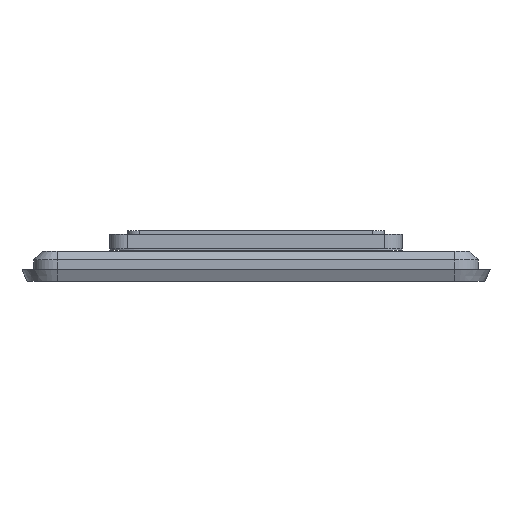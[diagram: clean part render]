
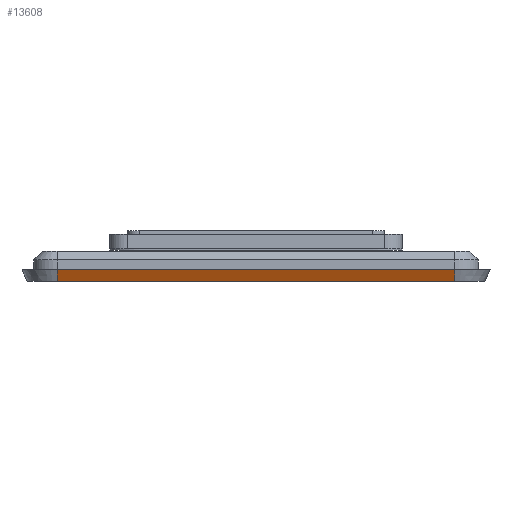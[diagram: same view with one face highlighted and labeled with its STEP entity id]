
A CAD part, left-side view. The second image highlights one B-rep face of the part: STEP entity #13608.
In plain terms, the highlighted planar face has unit normal (-0.906, 0, -0.423).
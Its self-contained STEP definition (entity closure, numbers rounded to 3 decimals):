
#8661 = PLANE('',#8662);
#8662 = AXIS2_PLACEMENT_3D('',#8663,#8664,#8665);
#8663 = CARTESIAN_POINT('',(4.358,59.,-0.2));
#8664 = DIRECTION('',(0.,0.,1.));
#8665 = DIRECTION('',(1.,0.,0.));
#9047 = PLANE('',#9048);
#9048 = AXIS2_PLACEMENT_3D('',#9049,#9050,#9051);
#9049 = CARTESIAN_POINT('',(4.358,59.,-2.2));
#9050 = DIRECTION('',(0.,0.,1.));
#9051 = DIRECTION('',(1.,0.,0.));
#12631 = VERTEX_POINT('',#12632);
#12632 = CARTESIAN_POINT('',(-63.508,93.,-0.2));
#12651 = CONICAL_SURFACE('',#12652,6.008,0.436);
#12652 = AXIS2_PLACEMENT_3D('',#12653,#12654,#12655);
#12653 = CARTESIAN_POINT('',(-57.5,93.,-0.2));
#12654 = DIRECTION('',(0.,0.,1.));
#12655 = DIRECTION('',(1.,0.,0.));
#12663 = EDGE_CURVE('',#12631,#12664,#12666,.T.);
#12664 = VERTEX_POINT('',#12665);
#12665 = CARTESIAN_POINT('',(-63.508,25.,-0.2));
#12666 = SURFACE_CURVE('',#12667,(#12671,#12678),.PCURVE_S1.);
#12667 = LINE('',#12668,#12669);
#12668 = CARTESIAN_POINT('',(-63.508,76.,-0.2));
#12669 = VECTOR('',#12670,1.);
#12670 = DIRECTION('',(0.,-1.,0.));
#12671 = PCURVE('',#8661,#12672);
#12672 = DEFINITIONAL_REPRESENTATION('',(#12673),#12677);
#12673 = LINE('',#12674,#12675);
#12674 = CARTESIAN_POINT('',(-67.866,17.));
#12675 = VECTOR('',#12676,1.);
#12676 = DIRECTION('',(0.,-1.));
#12677 = ( GEOMETRIC_REPRESENTATION_CONTEXT(2) 
PARAMETRIC_REPRESENTATION_CONTEXT() REPRESENTATION_CONTEXT('2D SPACE',''
  ) );
#12678 = PCURVE('',#12679,#12684);
#12679 = PLANE('',#12680);
#12680 = AXIS2_PLACEMENT_3D('',#12681,#12682,#12683);
#12681 = CARTESIAN_POINT('',(-63.648,93.,0.1));
#12682 = DIRECTION('',(-0.906,-0.,-0.423));
#12683 = DIRECTION('',(0.,-1.,0.));
#12684 = DEFINITIONAL_REPRESENTATION('',(#12685),#12689);
#12685 = LINE('',#12686,#12687);
#12686 = CARTESIAN_POINT('',(17.,-0.331));
#12687 = VECTOR('',#12688,1.);
#12688 = DIRECTION('',(1.,0.));
#12689 = ( GEOMETRIC_REPRESENTATION_CONTEXT(2) 
PARAMETRIC_REPRESENTATION_CONTEXT() REPRESENTATION_CONTEXT('2D SPACE',''
  ) );
#12712 = CONICAL_SURFACE('',#12713,6.008,0.436);
#12713 = AXIS2_PLACEMENT_3D('',#12714,#12715,#12716);
#12714 = CARTESIAN_POINT('',(-57.5,25.,-0.2));
#12715 = DIRECTION('',(0.,0.,1.));
#12716 = DIRECTION('',(1.,0.,0.));
#13076 = VERTEX_POINT('',#13077);
#13077 = CARTESIAN_POINT('',(-62.575,93.,-2.2));
#13103 = EDGE_CURVE('',#13076,#13104,#13106,.T.);
#13104 = VERTEX_POINT('',#13105);
#13105 = CARTESIAN_POINT('',(-62.575,25.,-2.2));
#13106 = SURFACE_CURVE('',#13107,(#13111,#13118),.PCURVE_S1.);
#13107 = LINE('',#13108,#13109);
#13108 = CARTESIAN_POINT('',(-62.575,76.,-2.2));
#13109 = VECTOR('',#13110,1.);
#13110 = DIRECTION('',(0.,-1.,0.));
#13111 = PCURVE('',#9047,#13112);
#13112 = DEFINITIONAL_REPRESENTATION('',(#13113),#13117);
#13113 = LINE('',#13114,#13115);
#13114 = CARTESIAN_POINT('',(-66.933,17.));
#13115 = VECTOR('',#13116,1.);
#13116 = DIRECTION('',(0.,-1.));
#13117 = ( GEOMETRIC_REPRESENTATION_CONTEXT(2) 
PARAMETRIC_REPRESENTATION_CONTEXT() REPRESENTATION_CONTEXT('2D SPACE',''
  ) );
#13118 = PCURVE('',#12679,#13119);
#13119 = DEFINITIONAL_REPRESENTATION('',(#13120),#13124);
#13120 = LINE('',#13121,#13122);
#13121 = CARTESIAN_POINT('',(17.,-2.538));
#13122 = VECTOR('',#13123,1.);
#13123 = DIRECTION('',(1.,0.));
#13124 = ( GEOMETRIC_REPRESENTATION_CONTEXT(2) 
PARAMETRIC_REPRESENTATION_CONTEXT() REPRESENTATION_CONTEXT('2D SPACE',''
  ) );
#13558 = EDGE_CURVE('',#12631,#13076,#13559,.T.);
#13559 = SURFACE_CURVE('',#13560,(#13564,#13571),.PCURVE_S1.);
#13560 = LINE('',#13561,#13562);
#13561 = CARTESIAN_POINT('',(-65.,93.,3.));
#13562 = VECTOR('',#13563,1.);
#13563 = DIRECTION('',(0.423,0.,-0.906)
  );
#13564 = PCURVE('',#12651,#13565);
#13565 = DEFINITIONAL_REPRESENTATION('',(#13566),#13570);
#13566 = LINE('',#13567,#13568);
#13567 = CARTESIAN_POINT('',(-3.142,3.2));
#13568 = VECTOR('',#13569,1.);
#13569 = DIRECTION('',(-0.,-1.));
#13570 = ( GEOMETRIC_REPRESENTATION_CONTEXT(2) 
PARAMETRIC_REPRESENTATION_CONTEXT() REPRESENTATION_CONTEXT('2D SPACE',''
  ) );
#13571 = PCURVE('',#12679,#13572);
#13572 = DEFINITIONAL_REPRESENTATION('',(#13573),#13577);
#13573 = LINE('',#13574,#13575);
#13574 = CARTESIAN_POINT('',(0.,3.2));
#13575 = VECTOR('',#13576,1.);
#13576 = DIRECTION('',(0.,-1.));
#13577 = ( GEOMETRIC_REPRESENTATION_CONTEXT(2) 
PARAMETRIC_REPRESENTATION_CONTEXT() REPRESENTATION_CONTEXT('2D SPACE',''
  ) );
#13608 = ADVANCED_FACE('',(#13609),#12679,.T.);
#13609 = FACE_BOUND('',#13610,.T.);
#13610 = EDGE_LOOP('',(#13611,#13612,#13613,#13634));
#13611 = ORIENTED_EDGE('',*,*,#13558,.T.);
#13612 = ORIENTED_EDGE('',*,*,#13103,.T.);
#13613 = ORIENTED_EDGE('',*,*,#13614,.F.);
#13614 = EDGE_CURVE('',#12664,#13104,#13615,.T.);
#13615 = SURFACE_CURVE('',#13616,(#13620,#13627),.PCURVE_S1.);
#13616 = LINE('',#13617,#13618);
#13617 = CARTESIAN_POINT('',(-63.648,25.,0.1));
#13618 = VECTOR('',#13619,1.);
#13619 = DIRECTION('',(0.423,0.,-0.906));
#13620 = PCURVE('',#12679,#13621);
#13621 = DEFINITIONAL_REPRESENTATION('',(#13622),#13626);
#13622 = LINE('',#13623,#13624);
#13623 = CARTESIAN_POINT('',(68.,0.));
#13624 = VECTOR('',#13625,1.);
#13625 = DIRECTION('',(0.,-1.));
#13626 = ( GEOMETRIC_REPRESENTATION_CONTEXT(2) 
PARAMETRIC_REPRESENTATION_CONTEXT() REPRESENTATION_CONTEXT('2D SPACE',''
  ) );
#13627 = PCURVE('',#12712,#13628);
#13628 = DEFINITIONAL_REPRESENTATION('',(#13629),#13633);
#13629 = LINE('',#13630,#13631);
#13630 = CARTESIAN_POINT('',(-3.142,0.3));
#13631 = VECTOR('',#13632,1.);
#13632 = DIRECTION('',(-0.,-1.));
#13633 = ( GEOMETRIC_REPRESENTATION_CONTEXT(2) 
PARAMETRIC_REPRESENTATION_CONTEXT() REPRESENTATION_CONTEXT('2D SPACE',''
  ) );
#13634 = ORIENTED_EDGE('',*,*,#12663,.F.);
